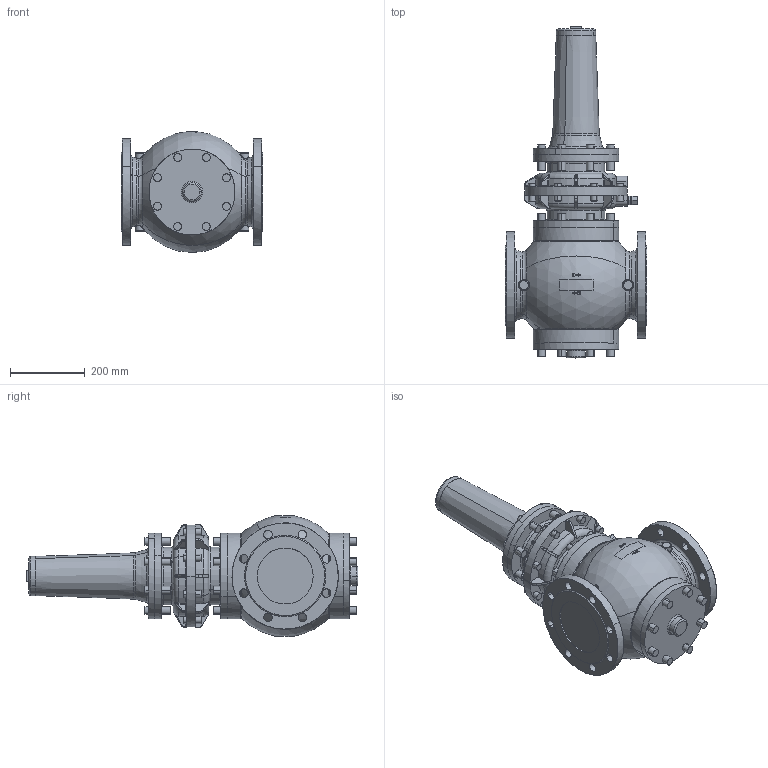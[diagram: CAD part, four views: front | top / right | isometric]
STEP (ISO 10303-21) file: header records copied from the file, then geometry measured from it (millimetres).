
FILE_DESCRIPTION(('CATIA V5 STEP'),'2;1');
FILE_NAME('R 100 - R 100-U DN 150-275.stp','2011-01-25T12:44:25+00:00',('none'),('none'),'CATIA Version 5 Release 19 SP 8 (IN-10)','CATIA V5 STEP AP214','none');
FILE_SCHEMA(('AUTOMOTIVE_DESIGN { 1 0 10303 214 1 1 1 1 }'));
Products named in the file (1): R 100 DN 150-275
Bounding box: 380 x 889 x 324.66 mm (x, y, z)
Volume: 34779278.4 mm3; surface area: 1071322.9 mm2
Topology: 1 solids, 19 shells, 1241 faces, 2983 edges, 1727 vertices
Faces by surface type: cylinder 384, torus 301, plane 219, bspline 140, sphere 107, cone 90
Entity records: 46569 total; most frequent: CARTESIAN_POINT 22152, ORIENTED_EDGE 5734, DIRECTION 3550, EDGE_CURVE 2867, AXIS2_PLACEMENT_3D 2102, VERTEX_POINT 1727, EDGE_LOOP 1338, CIRCLE 1270
